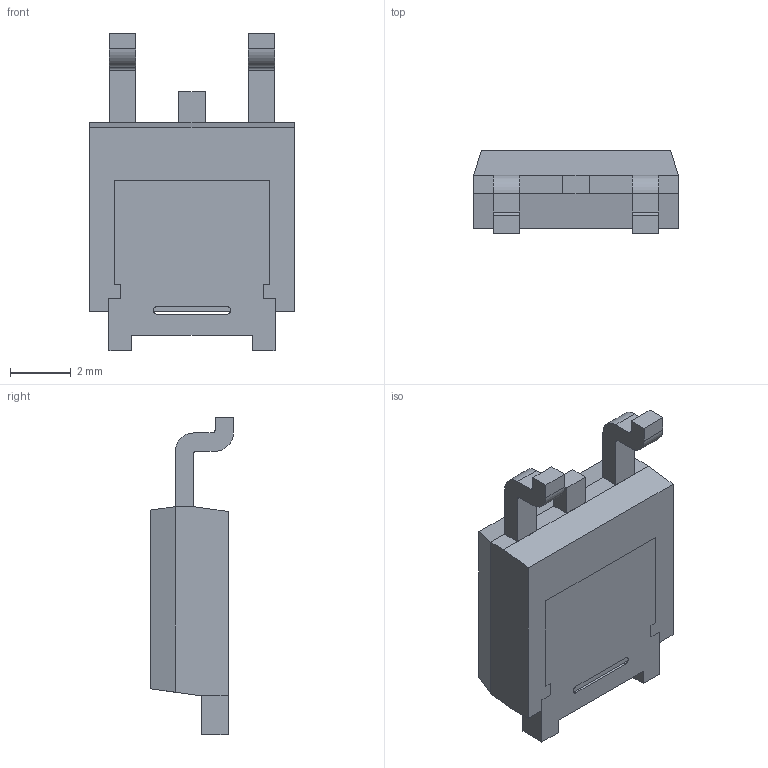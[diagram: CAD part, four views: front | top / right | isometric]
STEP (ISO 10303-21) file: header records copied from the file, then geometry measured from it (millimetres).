
FILE_DESCRIPTION(/* description */ (''),/* implementation_level */ '2;1');
FILE_NAME(/* name */ 'TO-252.step',/* time_stamp */ '2023-06-11T14:46:41+02:00',/* author */ (''),/* organization */ (''),/* preprocessor_version */ 'ST-DEVELOPER v19.2',/* originating_system */ 'Autodesk Translation Framework v12.6.0.85',/* authorisation */ '');
FILE_SCHEMA (('AUTOMOTIVE_DESIGN { 1 0 10303 214 3 1 1 }'));
Length unit declared in the file: millimetre
Products named in the file (2): TO-252; Komponente1
Assembly tree (1 placements, depth 2):
  TO-252
    Komponente1
Bounding box: 6.73 x 2.72 x 10.42 mm (x, y, z)
Volume: 112.2 mm3; surface area: 264.1 mm2
Topology: 5 solids, 5 shells, 85 faces, 219 edges, 144 vertices
Faces by surface type: plane 73, cylinder 12
Entity records: 2616 total; most frequent: CARTESIAN_POINT 451, ORIENTED_EDGE 438, DIRECTION 419, EDGE_CURVE 219, LINE 195, VECTOR 195, VERTEX_POINT 144, AXIS2_PLACEMENT_3D 112
